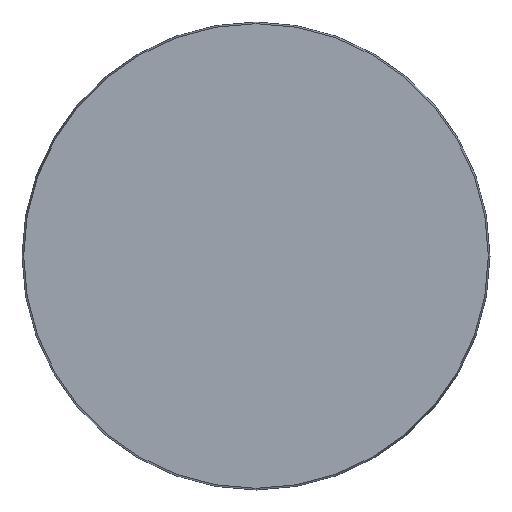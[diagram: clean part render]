
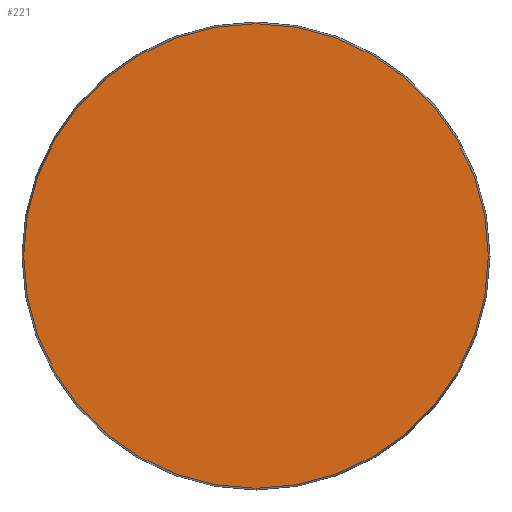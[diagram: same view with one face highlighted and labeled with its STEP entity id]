
A CAD part, front view. The second image highlights one B-rep face of the part: STEP entity #221.
In plain terms, the highlighted planar face has unit normal (0, -1, 0).
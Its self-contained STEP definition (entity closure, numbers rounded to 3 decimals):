
#20 = PLANE ( 'NONE',  #324 ) ;
#21 = CARTESIAN_POINT ( 'NONE',  ( 0., 0., 0. ) ) ;
#93 = DIRECTION ( 'NONE',  ( 0., 1., 0. ) ) ;
#169 = VERTEX_POINT ( 'NONE', #406 ) ;
#179 = EDGE_LOOP ( 'NONE', ( #481 ) ) ;
#221 = ADVANCED_FACE ( 'NONE', ( #549 ), #20, .F. ) ;
#324 = AXIS2_PLACEMENT_3D ( 'NONE', #372, #93, #445 ) ;
#363 = EDGE_CURVE ( 'NONE', #169, #169, #739, .T. ) ;
#372 = CARTESIAN_POINT ( 'NONE',  ( -78.425, 0., 0. ) ) ;
#373 = DIRECTION ( 'NONE',  ( 0., 0., -1. ) ) ;
#406 = CARTESIAN_POINT ( 'NONE',  ( 0., 0., -78.425 ) ) ;
#408 = AXIS2_PLACEMENT_3D ( 'NONE', #21, #723, #373 ) ;
#445 = DIRECTION ( 'NONE',  ( 0., 0., 1. ) ) ;
#481 = ORIENTED_EDGE ( 'NONE', *, *, #363, .T. ) ;
#549 = FACE_OUTER_BOUND ( 'NONE', #179, .T. ) ;
#723 = DIRECTION ( 'NONE',  ( 0., -1., 0. ) ) ;
#739 = CIRCLE ( 'NONE', #408, 78.425 ) ;
